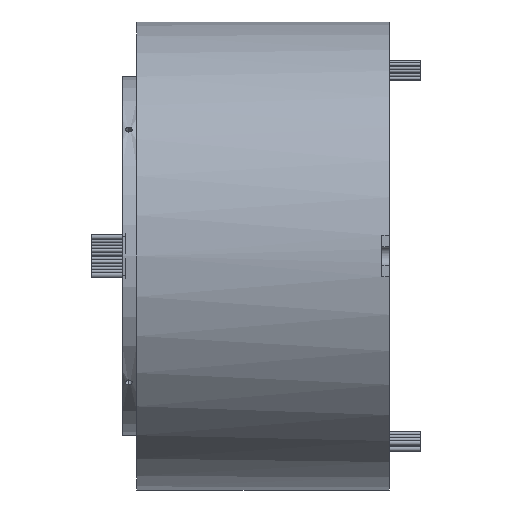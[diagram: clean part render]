
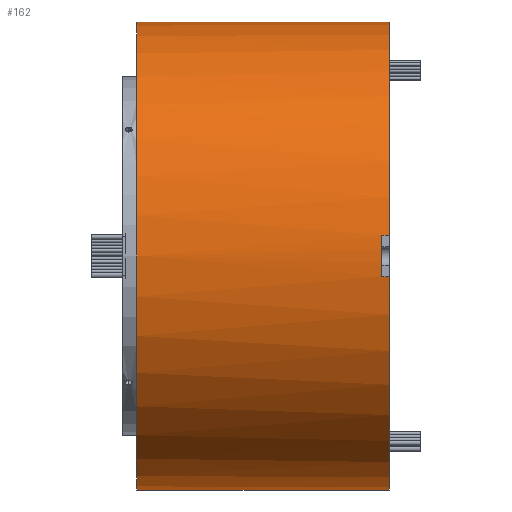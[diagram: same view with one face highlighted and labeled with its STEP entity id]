
A CAD part, front view. The second image highlights one B-rep face of the part: STEP entity #162.
In plain terms, the highlighted cylindrical face has radius 149 mm (diameter 298 mm), a partial arc.
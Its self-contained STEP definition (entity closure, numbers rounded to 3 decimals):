
#21 = ORIENTED_EDGE ( 'NONE', *, *, #3409, .T. ) ;
#162 = ADVANCED_FACE ( 'NONE', ( #5041 ), #576, .T. ) ;
#576 = CYLINDRICAL_SURFACE ( 'NONE', #8425, 149. ) ;
#711 = DIRECTION ( 'NONE',  ( -1., 0., 0. ) ) ;
#984 = DIRECTION ( 'NONE',  ( -1., 0., 0. ) ) ;
#1323 = CARTESIAN_POINT ( 'NONE',  ( 165., -148.432, 13. ) ) ;
#1331 = DIRECTION ( 'NONE',  ( 0., 0., 1. ) ) ;
#1386 = CARTESIAN_POINT ( 'NONE',  ( 165., 0., 0. ) ) ;
#1392 = CARTESIAN_POINT ( 'NONE',  ( 0., 0., 149. ) ) ;
#1411 = LINE ( 'NONE', #1392, #7953 ) ;
#1421 = EDGE_CURVE ( 'NONE', #9862, #1892, #5391, .T. ) ;
#1445 = CARTESIAN_POINT ( 'NONE',  ( 165., -148.414, -13.2 ) ) ;
#1805 = AXIS2_PLACEMENT_3D ( 'NONE', #7094, #2345, #7891 ) ;
#1892 = VERTEX_POINT ( 'NONE', #7416 ) ;
#1954 = AXIS2_PLACEMENT_3D ( 'NONE', #1386, #6907, #2176 ) ;
#1981 = VERTEX_POINT ( 'NONE', #4379 ) ;
#2114 = EDGE_LOOP ( 'NONE', ( #8191, #21, #5316, #5953, #4572, #6512, #8881, #9120, #3057, #9877 ) ) ;
#2176 = DIRECTION ( 'NONE',  ( 0., 0., -1. ) ) ;
#2186 = CIRCLE ( 'NONE', #1805, 149. ) ;
#2234 = VERTEX_POINT ( 'NONE', #3135 ) ;
#2270 = CIRCLE ( 'NONE', #9601, 149. ) ;
#2341 = CARTESIAN_POINT ( 'NONE',  ( 170., 0., 0. ) ) ;
#2345 = DIRECTION ( 'NONE',  ( -1., 0., 0. ) ) ;
#2596 = EDGE_CURVE ( 'NONE', #8192, #4959, #6493, .T. ) ;
#2612 = EDGE_CURVE ( 'NONE', #1981, #2234, #2270, .T. ) ;
#2741 = EDGE_CURVE ( 'NONE', #5125, #1981, #3887, .T. ) ;
#2911 = CARTESIAN_POINT ( 'NONE',  ( 9., 0., -149. ) ) ;
#2915 = CIRCLE ( 'NONE', #1954, 149. ) ;
#3022 = VECTOR ( 'NONE', #6187, 1000. ) ;
#3057 = ORIENTED_EDGE ( 'NONE', *, *, #7730, .T. ) ;
#3135 = CARTESIAN_POINT ( 'NONE',  ( 170., 0., 149. ) ) ;
#3151 = DIRECTION ( 'NONE',  ( 0., 0., 1. ) ) ;
#3290 = DIRECTION ( 'NONE',  ( 1., 0., 0. ) ) ;
#3409 = EDGE_CURVE ( 'NONE', #9071, #1892, #8912, .T. ) ;
#3657 = CARTESIAN_POINT ( 'NONE',  ( 165., -148.432, -13. ) ) ;
#3680 = CARTESIAN_POINT ( 'NONE',  ( 0., 0., -149. ) ) ;
#3711 = CARTESIAN_POINT ( 'NONE',  ( 170., 0., -149. ) ) ;
#3887 = LINE ( 'NONE', #7232, #9652 ) ;
#4367 = VERTEX_POINT ( 'NONE', #2911 ) ;
#4379 = CARTESIAN_POINT ( 'NONE',  ( 170., -148.414, 13.2 ) ) ;
#4572 = ORIENTED_EDGE ( 'NONE', *, *, #2596, .T. ) ;
#4703 = CARTESIAN_POINT ( 'NONE',  ( 165., 0., 0. ) ) ;
#4959 = VERTEX_POINT ( 'NONE', #1323 ) ;
#5041 = FACE_OUTER_BOUND ( 'NONE', #2114, .T. ) ;
#5100 = LINE ( 'NONE', #3680, #9261 ) ;
#5125 = VERTEX_POINT ( 'NONE', #10068 ) ;
#5316 = ORIENTED_EDGE ( 'NONE', *, *, #1421, .F. ) ;
#5389 = EDGE_CURVE ( 'NONE', #9862, #8192, #2186, .T. ) ;
#5391 = LINE ( 'NONE', #1445, #3022 ) ;
#5456 = CARTESIAN_POINT ( 'NONE',  ( 9., 0., 0. ) ) ;
#5525 = DIRECTION ( 'NONE',  ( 0., 0., -1. ) ) ;
#5727 = CARTESIAN_POINT ( 'NONE',  ( 170., 0., 0. ) ) ;
#5764 = EDGE_CURVE ( 'NONE', #4959, #5125, #2915, .T. ) ;
#5953 = ORIENTED_EDGE ( 'NONE', *, *, #5389, .T. ) ;
#6074 = DIRECTION ( 'NONE',  ( -1., 0., 0. ) ) ;
#6187 = DIRECTION ( 'NONE',  ( 1., 0., 0. ) ) ;
#6225 = AXIS2_PLACEMENT_3D ( 'NONE', #5727, #984, #6519 ) ;
#6260 = DIRECTION ( 'NONE',  ( 0., 0., 1. ) ) ;
#6493 = CIRCLE ( 'NONE', #8039, 149. ) ;
#6512 = ORIENTED_EDGE ( 'NONE', *, *, #5764, .T. ) ;
#6519 = DIRECTION ( 'NONE',  ( 0., 0., 1. ) ) ;
#6907 = DIRECTION ( 'NONE',  ( -1., 0., 0. ) ) ;
#6913 = DIRECTION ( 'NONE',  ( -1., 0., 0. ) ) ;
#7085 = CARTESIAN_POINT ( 'NONE',  ( 165., -148.414, -13.2 ) ) ;
#7094 = CARTESIAN_POINT ( 'NONE',  ( 165., 0., 0. ) ) ;
#7232 = CARTESIAN_POINT ( 'NONE',  ( 165., -148.414, 13.2 ) ) ;
#7416 = CARTESIAN_POINT ( 'NONE',  ( 170., -148.414, -13.2 ) ) ;
#7642 = CARTESIAN_POINT ( 'NONE',  ( 9., 0., 149. ) ) ;
#7730 = EDGE_CURVE ( 'NONE', #2234, #9657, #1411, .T. ) ;
#7886 = DIRECTION ( 'NONE',  ( -1., 0., 0. ) ) ;
#7891 = DIRECTION ( 'NONE',  ( 0., 0., -1. ) ) ;
#7953 = VECTOR ( 'NONE', #6913, 1000. ) ;
#8039 = AXIS2_PLACEMENT_3D ( 'NONE', #4703, #10173, #5525 ) ;
#8191 = ORIENTED_EDGE ( 'NONE', *, *, #8737, .F. ) ;
#8192 = VERTEX_POINT ( 'NONE', #3657 ) ;
#8425 = AXIS2_PLACEMENT_3D ( 'NONE', #9941, #6074, #1331 ) ;
#8737 = EDGE_CURVE ( 'NONE', #9071, #4367, #5100, .T. ) ;
#8881 = ORIENTED_EDGE ( 'NONE', *, *, #2741, .T. ) ;
#8912 = CIRCLE ( 'NONE', #6225, 149. ) ;
#9071 = VERTEX_POINT ( 'NONE', #3711 ) ;
#9120 = ORIENTED_EDGE ( 'NONE', *, *, #2612, .T. ) ;
#9159 = EDGE_CURVE ( 'NONE', #4367, #9657, #9966, .T. ) ;
#9261 = VECTOR ( 'NONE', #9943, 1000. ) ;
#9601 = AXIS2_PLACEMENT_3D ( 'NONE', #2341, #7886, #3151 ) ;
#9652 = VECTOR ( 'NONE', #3290, 1000. ) ;
#9657 = VERTEX_POINT ( 'NONE', #7642 ) ;
#9862 = VERTEX_POINT ( 'NONE', #7085 ) ;
#9877 = ORIENTED_EDGE ( 'NONE', *, *, #9159, .F. ) ;
#9941 = CARTESIAN_POINT ( 'NONE',  ( 0., 0., 0. ) ) ;
#9943 = DIRECTION ( 'NONE',  ( -1., 0., 0. ) ) ;
#9966 = CIRCLE ( 'NONE', #10003, 149. ) ;
#10003 = AXIS2_PLACEMENT_3D ( 'NONE', #5456, #711, #6260 ) ;
#10068 = CARTESIAN_POINT ( 'NONE',  ( 165., -148.414, 13.2 ) ) ;
#10173 = DIRECTION ( 'NONE',  ( -1., 0., 0. ) ) ;
